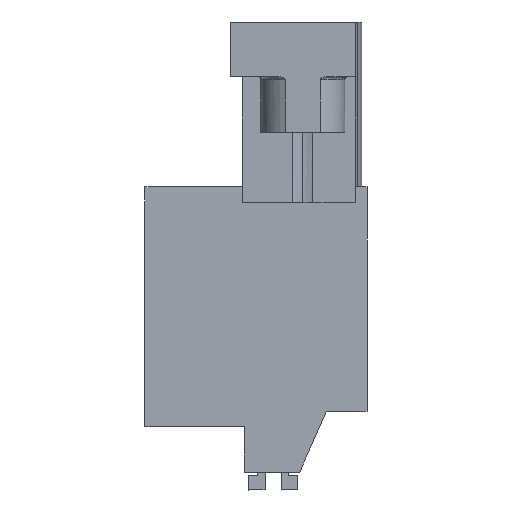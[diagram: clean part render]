
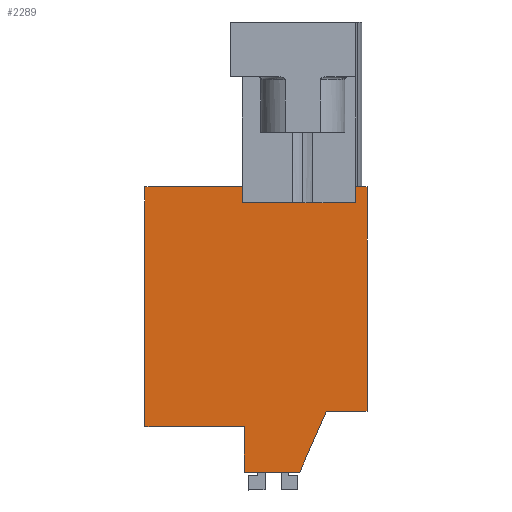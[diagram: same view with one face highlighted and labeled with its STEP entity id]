
A CAD part, left-side view. The second image highlights one B-rep face of the part: STEP entity #2289.
In plain terms, the highlighted planar face has unit normal (-1, 0, 0).
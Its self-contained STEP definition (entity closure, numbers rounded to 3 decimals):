
#2214=AXIS2_PLACEMENT_3D('Plane Axis2P3D',#2211,#2212,#2213) ;
#319=CARTESIAN_POINT('Vertex',(5.,0.,5.043)) ;
#322=CARTESIAN_POINT('Line Origine',(5.,1.3,5.043)) ;
#326=CARTESIAN_POINT('Vertex',(5.,2.6,5.043)) ;
#891=CARTESIAN_POINT('Vertex',(5.,7.85,4.043)) ;
#1078=CARTESIAN_POINT('Vertex',(5.,7.85,1.143)) ;
#1081=CARTESIAN_POINT('Line Origine',(5.,7.85,2.593)) ;
#1754=CARTESIAN_POINT('Vertex',(5.,0.,19.383)) ;
#1757=CARTESIAN_POINT('Line Origine',(5.,0.,12.213)) ;
#2211=CARTESIAN_POINT('Axis2P3D Location',(5.,6.8,19.383)) ;
#2216=CARTESIAN_POINT('Line Origine',(5.,11.084,19.383)) ;
#2220=CARTESIAN_POINT('Vertex',(5.,7.968,19.383)) ;
#2222=CARTESIAN_POINT('Vertex',(5.,14.2,19.383)) ;
#2225=CARTESIAN_POINT('Line Origine',(5.,14.2,11.713)) ;
#2229=CARTESIAN_POINT('Vertex',(5.,14.2,4.043)) ;
#2232=CARTESIAN_POINT('Line Origine',(5.,11.025,4.043)) ;
#2237=CARTESIAN_POINT('Line Origine',(5.,6.075,1.143)) ;
#2241=CARTESIAN_POINT('Vertex',(5.,4.3,1.143)) ;
#2244=CARTESIAN_POINT('Line Origine',(5.,3.45,3.093)) ;
#2249=CARTESIAN_POINT('Line Origine',(5.,0.361,19.383)) ;
#2253=CARTESIAN_POINT('Vertex',(5.,0.723,19.383)) ;
#2256=CARTESIAN_POINT('Line Origine',(5.,0.723,18.883)) ;
#2260=CARTESIAN_POINT('Vertex',(5.,0.723,18.383)) ;
#2263=CARTESIAN_POINT('Line Origine',(5.,4.345,18.383)) ;
#2267=CARTESIAN_POINT('Vertex',(5.,7.968,18.383)) ;
#2270=CARTESIAN_POINT('Line Origine',(5.,7.968,18.883)) ;
#323=DIRECTION('Vector Direction',(0.,-1.,0.)) ;
#1082=DIRECTION('Vector Direction',(0.,0.,-1.)) ;
#1758=DIRECTION('Vector Direction',(0.,0.,1.)) ;
#2212=DIRECTION('Axis2P3D Direction',(-1.,0.,0.)) ;
#2213=DIRECTION('Axis2P3D XDirection',(0.,1.,0.)) ;
#2217=DIRECTION('Vector Direction',(0.,1.,0.)) ;
#2226=DIRECTION('Vector Direction',(0.,0.,-1.)) ;
#2233=DIRECTION('Vector Direction',(0.,-1.,0.)) ;
#2238=DIRECTION('Vector Direction',(0.,-1.,0.)) ;
#2245=DIRECTION('Vector Direction',(0.,-0.4,0.917)) ;
#2250=DIRECTION('Vector Direction',(0.,1.,0.)) ;
#2257=DIRECTION('Vector Direction',(0.,0.,-1.)) ;
#2264=DIRECTION('Vector Direction',(0.,-1.,0.)) ;
#2271=DIRECTION('Vector Direction',(0.,0.,-1.)) ;
#324=VECTOR('Line Direction',#323,1.) ;
#1083=VECTOR('Line Direction',#1082,1.) ;
#1759=VECTOR('Line Direction',#1758,1.) ;
#2218=VECTOR('Line Direction',#2217,1.) ;
#2227=VECTOR('Line Direction',#2226,1.) ;
#2234=VECTOR('Line Direction',#2233,1.) ;
#2239=VECTOR('Line Direction',#2238,1.) ;
#2246=VECTOR('Line Direction',#2245,1.) ;
#2251=VECTOR('Line Direction',#2250,1.) ;
#2258=VECTOR('Line Direction',#2257,1.) ;
#2265=VECTOR('Line Direction',#2264,1.) ;
#2272=VECTOR('Line Direction',#2271,1.) ;
#2276=ORIENTED_EDGE('',*,*,#2224,.T.) ;
#2277=ORIENTED_EDGE('',*,*,#2231,.T.) ;
#2278=ORIENTED_EDGE('',*,*,#2236,.T.) ;
#2279=ORIENTED_EDGE('',*,*,#1085,.T.) ;
#2280=ORIENTED_EDGE('',*,*,#2243,.T.) ;
#2281=ORIENTED_EDGE('',*,*,#2248,.T.) ;
#2282=ORIENTED_EDGE('',*,*,#328,.T.) ;
#2283=ORIENTED_EDGE('',*,*,#1761,.T.) ;
#2284=ORIENTED_EDGE('',*,*,#2255,.T.) ;
#2285=ORIENTED_EDGE('',*,*,#2262,.T.) ;
#2286=ORIENTED_EDGE('',*,*,#2269,.F.) ;
#2287=ORIENTED_EDGE('',*,*,#2274,.T.) ;
#2289=ADVANCED_FACE('HOUSING',(#2288),#2215,.T.) ;
#328=EDGE_CURVE('',#327,#320,#325,.T.) ;
#1085=EDGE_CURVE('',#892,#1079,#1084,.T.) ;
#1761=EDGE_CURVE('',#320,#1755,#1760,.T.) ;
#2224=EDGE_CURVE('',#2221,#2223,#2219,.T.) ;
#2231=EDGE_CURVE('',#2223,#2230,#2228,.T.) ;
#2236=EDGE_CURVE('',#2230,#892,#2235,.T.) ;
#2243=EDGE_CURVE('',#1079,#2242,#2240,.T.) ;
#2248=EDGE_CURVE('',#2242,#327,#2247,.T.) ;
#2255=EDGE_CURVE('',#1755,#2254,#2252,.T.) ;
#2262=EDGE_CURVE('',#2254,#2261,#2259,.T.) ;
#2269=EDGE_CURVE('',#2268,#2261,#2266,.T.) ;
#2274=EDGE_CURVE('',#2268,#2221,#2273,.F.) ;
#2275=EDGE_LOOP('',(#2276,#2277,#2278,#2279,#2280,#2281,#2282,#2283,#2284,#2285,#2286,#2287)) ;
#2288=FACE_OUTER_BOUND('',#2275,.T.) ;
#325=LINE('Line',#322,#324) ;
#1084=LINE('Line',#1081,#1083) ;
#1760=LINE('Line',#1757,#1759) ;
#2219=LINE('Line',#2216,#2218) ;
#2228=LINE('Line',#2225,#2227) ;
#2235=LINE('Line',#2232,#2234) ;
#2240=LINE('Line',#2237,#2239) ;
#2247=LINE('Line',#2244,#2246) ;
#2252=LINE('Line',#2249,#2251) ;
#2259=LINE('Line',#2256,#2258) ;
#2266=LINE('Line',#2263,#2265) ;
#2273=LINE('Line',#2270,#2272) ;
#2215=PLANE('',#2214) ;
#320=VERTEX_POINT('',#319) ;
#327=VERTEX_POINT('',#326) ;
#892=VERTEX_POINT('',#891) ;
#1079=VERTEX_POINT('',#1078) ;
#1755=VERTEX_POINT('',#1754) ;
#2221=VERTEX_POINT('',#2220) ;
#2223=VERTEX_POINT('',#2222) ;
#2230=VERTEX_POINT('',#2229) ;
#2242=VERTEX_POINT('',#2241) ;
#2254=VERTEX_POINT('',#2253) ;
#2261=VERTEX_POINT('',#2260) ;
#2268=VERTEX_POINT('',#2267) ;
